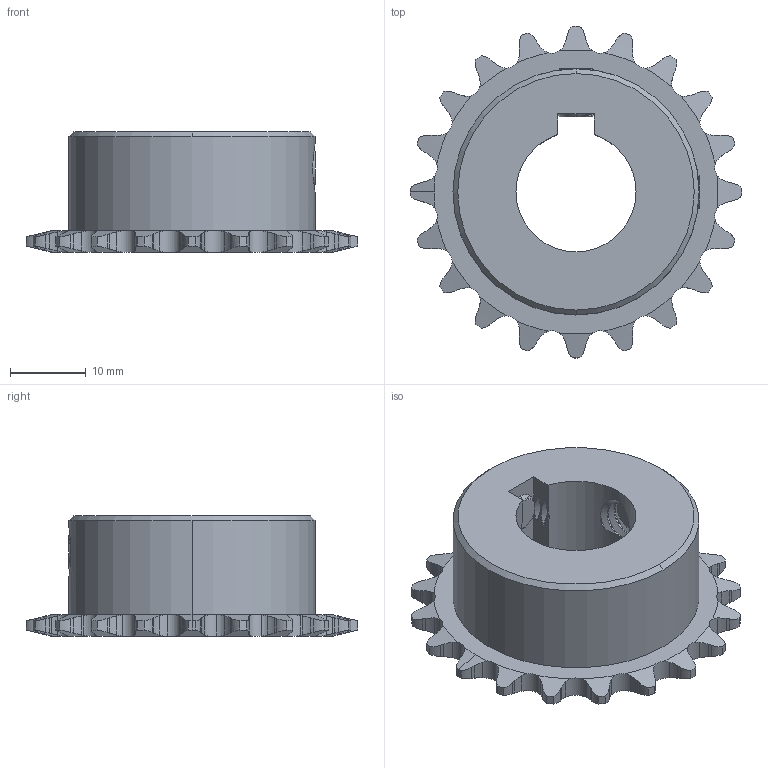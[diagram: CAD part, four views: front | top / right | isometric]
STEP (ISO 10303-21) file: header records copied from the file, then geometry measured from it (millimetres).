
FILE_DESCRIPTION (( 'STEP AP203' ), '1' );
FILE_NAME ('2737T134.step', '2014-10-03T15:17:13', ( '' ), ( '' ), 'SwSTEP 2.0', 'SolidWorks 2010', '' );
FILE_SCHEMA (( 'CONFIG_CONTROL_DESIGN' ));
Length unit declared in the file: inch
Products named in the file (1): 2737T134
Bounding box: 43.9 x 43.9 x 15.88 mm (x, y, z)
Volume: 10865.1 mm3; surface area: 5513.3 mm2
Topology: 3 solids, 3 shells, 340 faces, 964 edges, 633 vertices
Faces by surface type: cylinder 177, cone 70, plane 65, bspline 28
Entity records: 24945 total; most frequent: CARTESIAN_POINT 17134, ORIENTED_EDGE 1928, DIRECTION 1238, EDGE_CURVE 964, VERTEX_POINT 633, AXIS2_PLACEMENT_3D 485, B_SPLINE_CURVE_WITH_KNOTS 418, EDGE_LOOP 349
